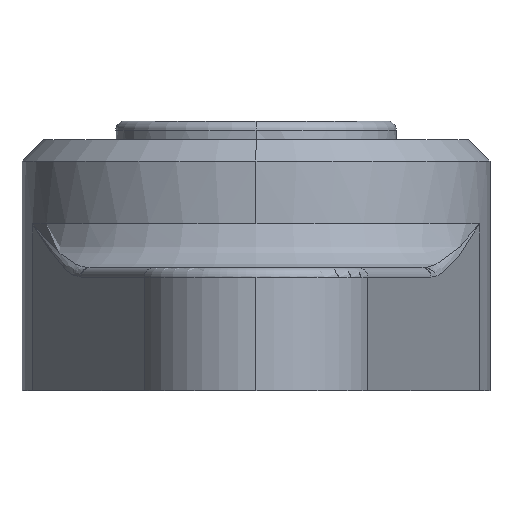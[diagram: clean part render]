
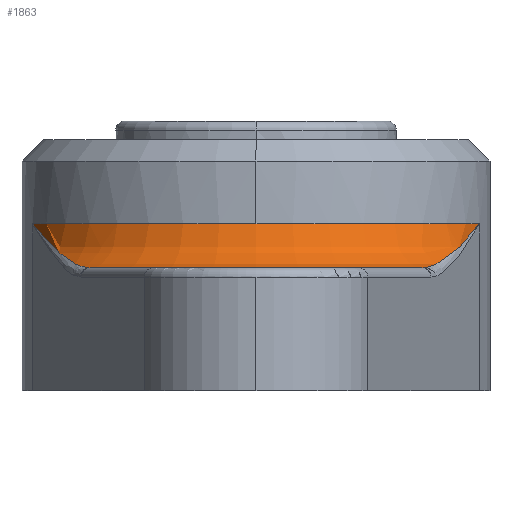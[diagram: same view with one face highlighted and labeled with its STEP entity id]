
A CAD part, left-side view. The second image highlights one B-rep face of the part: STEP entity #1863.
In plain terms, the highlighted toroidal (fillet/blend) face has major radius 11.278 mm and minor radius 1.778 mm.
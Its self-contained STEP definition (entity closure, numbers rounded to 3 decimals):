
#1 = VERTEX_POINT ( 'NONE', #1024 ) ;
#42 = CARTESIAN_POINT ( 'NONE',  ( -5.381, -8.197, 0.678 ) ) ;
#112 = CARTESIAN_POINT ( 'NONE',  ( -2.82, -9.072, 1.678 ) ) ;
#144 = CARTESIAN_POINT ( 'NONE',  ( -7.98, 7.175, -0.028 ) ) ;
#153 = TOROIDAL_SURFACE ( 'NONE', #572, 11.278, 1.778 ) ;
#199 = CARTESIAN_POINT ( 'NONE',  ( -6.413, -7.803, 0.339 ) ) ;
#315 = CARTESIAN_POINT ( 'NONE',  ( -8.507, 6.959, -0.1 ) ) ;
#375 = VERTEX_POINT ( 'NONE', #489 ) ;
#408 = CARTESIAN_POINT ( 'NONE',  ( 0., 0., -0.1 ) ) ;
#431 = DIRECTION ( 'NONE',  ( 0., 0., 1. ) ) ;
#433 = ORIENTED_EDGE ( 'NONE', *, *, #799, .F. ) ;
#450 = DIRECTION ( 'NONE',  ( 1., 0., 0. ) ) ;
#489 = CARTESIAN_POINT ( 'NONE',  ( -2.82, 9.072, 1.678 ) ) ;
#503 = ORIENTED_EDGE ( 'NONE', *, *, #595, .F. ) ;
#572 = AXIS2_PLACEMENT_3D ( 'NONE', #2035, #679, #1767 ) ;
#595 = EDGE_CURVE ( 'NONE', #979, #790, #1373, .T. ) ;
#602 = EDGE_CURVE ( 'NONE', #375, #717, #1401, .T. ) ;
#679 = DIRECTION ( 'NONE',  ( 0., 0., 1. ) ) ;
#704 = CARTESIAN_POINT ( 'NONE',  ( -9.5, 0., 1.678 ) ) ;
#717 = VERTEX_POINT ( 'NONE', #704 ) ;
#774 = CARTESIAN_POINT ( 'NONE',  ( 0., 0., 1.678 ) ) ;
#789 = DIRECTION ( 'NONE',  ( 0., 0., 1. ) ) ;
#790 = VERTEX_POINT ( 'NONE', #1888 ) ;
#799 = EDGE_CURVE ( 'NONE', #717, #1, #1583, .T. ) ;
#841 = CARTESIAN_POINT ( 'NONE',  ( -8.507, -6.959, -0.1 ) ) ;
#851 = ORIENTED_EDGE ( 'NONE', *, *, #2001, .T. ) ;
#855 = AXIS2_PLACEMENT_3D ( 'NONE', #774, #789, #450 ) ;
#865 = CARTESIAN_POINT ( 'NONE',  ( -3.849, 8.752, 1.264 ) ) ;
#876 = DIRECTION ( 'NONE',  ( 0., 0., -1. ) ) ;
#894 = DIRECTION ( 'NONE',  ( 1., 0., 0. ) ) ;
#979 = VERTEX_POINT ( 'NONE', #1684 ) ;
#980 = AXIS2_PLACEMENT_3D ( 'NONE', #1981, #431, #1445 ) ;
#1024 = CARTESIAN_POINT ( 'NONE',  ( -2.82, -9.072, 1.678 ) ) ;
#1109 = EDGE_LOOP ( 'NONE', ( #1297, #1288, #503, #851, #433 ) ) ;
#1238 = CARTESIAN_POINT ( 'NONE',  ( -4.869, -8.385, 0.867 ) ) ;
#1288 = ORIENTED_EDGE ( 'NONE', *, *, #1914, .T. ) ;
#1297 = ORIENTED_EDGE ( 'NONE', *, *, #602, .F. ) ;
#1343 = CARTESIAN_POINT ( 'NONE',  ( -3.076, -8.992, 1.575 ) ) ;
#1366 = CARTESIAN_POINT ( 'NONE',  ( -2.82, 9.072, 1.678 ) ) ;
#1373 = CIRCLE ( 'NONE', #1554, 11.278 ) ;
#1401 = CIRCLE ( 'NONE', #855, 9.5 ) ;
#1445 = DIRECTION ( 'NONE',  ( 1., 0., 0. ) ) ;
#1474 = CARTESIAN_POINT ( 'NONE',  ( -6.933, -7.597, 0.191 ) ) ;
#1484 = CARTESIAN_POINT ( 'NONE',  ( -6.933, 7.597, 0.191 ) ) ;
#1539 = CARTESIAN_POINT ( 'NONE',  ( -3.846, -8.74, 1.266 ) ) ;
#1554 = AXIS2_PLACEMENT_3D ( 'NONE', #408, #876, #894 ) ;
#1583 = CIRCLE ( 'NONE', #980, 9.5 ) ;
#1591 = CARTESIAN_POINT ( 'NONE',  ( -9.044, 6.738, -0.1 ) ) ;
#1674 = CARTESIAN_POINT ( 'NONE',  ( -7.98, -7.175, -0.028 ) ) ;
#1684 = CARTESIAN_POINT ( 'NONE',  ( -9.044, -6.738, -0.1 ) ) ;
#1767 = DIRECTION ( 'NONE',  ( 1., 0., 0. ) ) ;
#1863 = ADVANCED_FACE ( 'NONE', ( #2211 ), #153, .F. ) ;
#1888 = CARTESIAN_POINT ( 'NONE',  ( -9.044, 6.738, -0.1 ) ) ;
#1914 = EDGE_CURVE ( 'NONE', #375, #790, #2053, .T. ) ;
#1937 = CARTESIAN_POINT ( 'NONE',  ( -9.044, -6.738, -0.1 ) ) ;
#1981 = CARTESIAN_POINT ( 'NONE',  ( 0., 0., 1.678 ) ) ;
#2001 = EDGE_CURVE ( 'NONE', #979, #1, #2206, .T. ) ;
#2035 = CARTESIAN_POINT ( 'NONE',  ( 0., 0., 1.678 ) ) ;
#2053 = B_SPLINE_CURVE_WITH_KNOTS ( 'NONE', 3,
 ( #1366, #865, #2200, #2094, #1484, #144, #315, #1591 ),
 .UNSPECIFIED., .F., .F.,
 ( 4, 2, 2, 4 ),
 ( 0., 0.003, 0.005, 0.007 ),
 .UNSPECIFIED. ) ;
#2066 = CARTESIAN_POINT ( 'NONE',  ( -4.102, -8.653, 1.164 ) ) ;
#2094 = CARTESIAN_POINT ( 'NONE',  ( -6.413, 7.803, 0.339 ) ) ;
#2181 = CARTESIAN_POINT ( 'NONE',  ( -3.334, -8.909, 1.471 ) ) ;
#2200 = CARTESIAN_POINT ( 'NONE',  ( -4.865, 8.394, 0.847 ) ) ;
#2206 = B_SPLINE_CURVE_WITH_KNOTS ( 'NONE', 3,
 ( #1937, #841, #1674, #1474, #199, #42, #1238, #2066, #1539, #2181, #1343, #112 ),
 .UNSPECIFIED., .F., .F.,
 ( 4, 2, 2, 2, 2, 4 ),
 ( 0., 0.002, 0.003, 0.005, 0.006, 0.007 ),
 .UNSPECIFIED. ) ;
#2211 = FACE_OUTER_BOUND ( 'NONE', #1109, .T. ) ;
